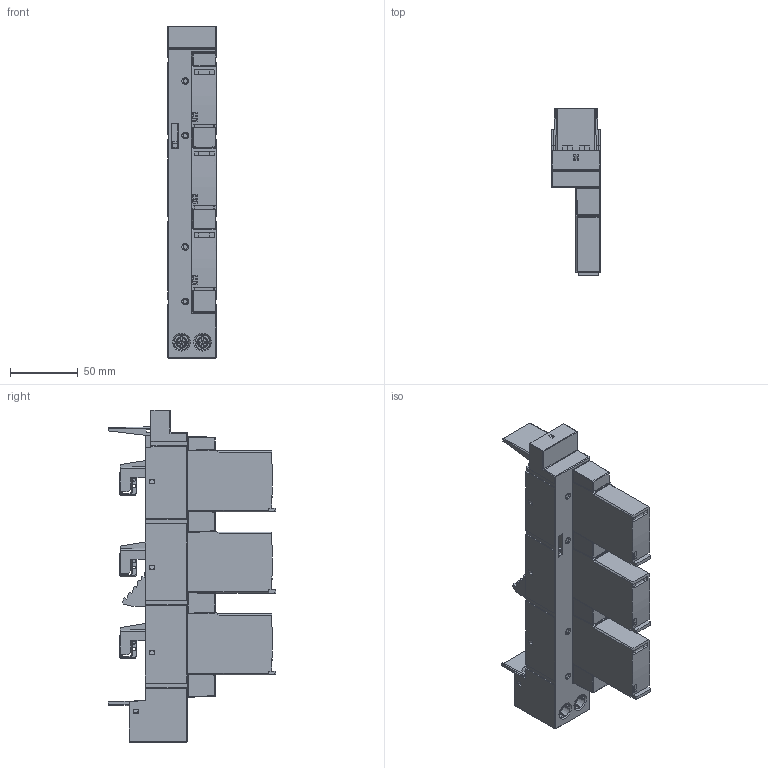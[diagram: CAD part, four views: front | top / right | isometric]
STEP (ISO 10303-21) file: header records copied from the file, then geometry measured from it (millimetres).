
FILE_DESCRIPTION((''),'2;1');
FILE_NAME('002440852_ETITEC_M60_T12_300_12_ASM','2024-10-17T10:37:02',('klemen.sitar'),('Audax d.o.o.'),'CREO PARAMETRIC BY PTC INC, 2021304','CREO PARAMETRIC BY PTC INC, 2021304','');
FILE_SCHEMA(('AP242_MANAGED_MODEL_BASED_3D_ENGINEERING_MIM_LF { 1 0 10303 442 1 1 4 }'));
Products named in the file (21): N1_1; PRT0001_1_1; PRT0001_1_2; PRT0001_1_3; PRT0001_1_ASM; PRT0002_1_1; PRT0002_1_2; PRT0002_1_3; PRT0002_1_ASM; PRT0003_1; PRT0001_1_1_1_1; PRT0006_1_1_1_1_1_1_1_2_1; PRT0006_1_1_1_1_1_1_1_1_1; PRT0006_1_1_1_1_1_1_1_1_1_1; PRT0001_1_1_1_1_1; 5152XXX_PROTEC_60_OUTER_SURF_3_; PRT0007_1_1; PRT0007_1_2; PRT0007_1_3; PRT0007_1_ASM; 002440852_ETITEC_M60_T12_300_12_ASM
Assembly tree (20 placements, depth 3):
  002440852_ETITEC_M60_T12_300_12_ASM
    N1_1
    PRT0001_1_ASM
      PRT0001_1_1
      PRT0001_1_2
      PRT0001_1_3
    PRT0002_1_ASM
      PRT0002_1_1
      PRT0002_1_2
      PRT0002_1_3
    PRT0003_1
    PRT0001_1_1_1_1
    PRT0006_1_1_1_1_1_1_1_2_1
    PRT0006_1_1_1_1_1_1_1_1_1
    PRT0006_1_1_1_1_1_1_1_1_1_1
    PRT0001_1_1_1_1_1
    5152XXX_PROTEC_60_OUTER_SURF_3_
    PRT0007_1_ASM
      PRT0007_1_1
      PRT0007_1_2
      PRT0007_1_3
Bounding box: 36 x 123.3 x 244.5 mm (x, y, z)
Volume: 9659.9 mm3; surface area: 162152 mm2
Topology: 14 solids, 25 shells, 2226 faces, 6495 edges, 4286 vertices
Faces by surface type: plane 1605, cylinder 358, cone 162, bspline 62, torus 20, sphere 10, extrusion 9
Entity records: 120878 total; most frequent: CARTESIAN_POINT 25544, ORIENTED_EDGE 12820, DIRECTION 11059, PRESENTATION_STYLE_ASSIGNMENT 8754, STYLED_ITEM 8754, CURVE_STYLE 6503, EDGE_CURVE 6473, VECTOR 4935
